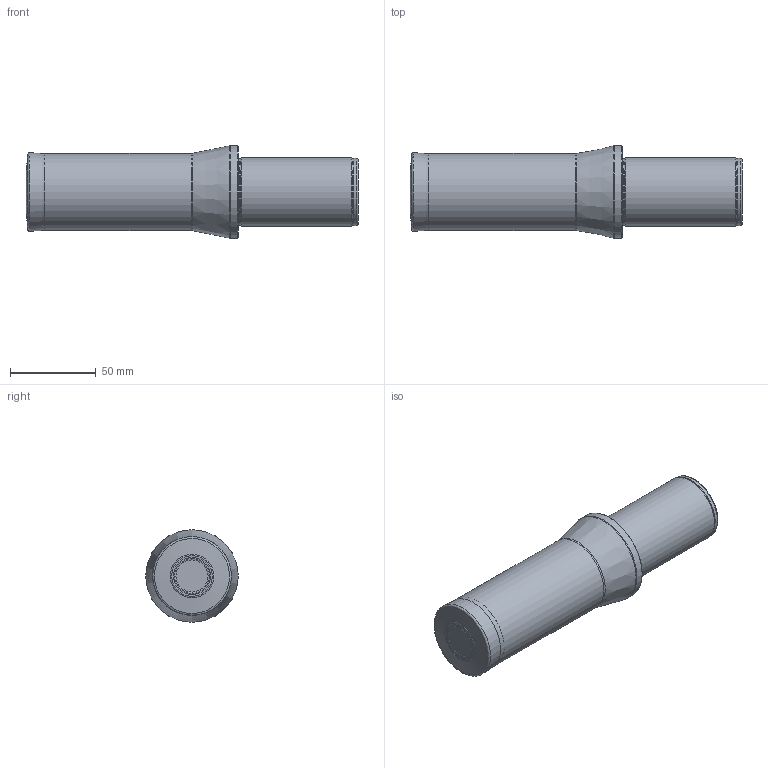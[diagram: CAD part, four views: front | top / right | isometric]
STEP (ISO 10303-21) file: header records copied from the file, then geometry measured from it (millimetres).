
FILE_DESCRIPTION(/* description */ (''),/* implementation_level */ '2;1');
FILE_NAME(/* name */ 'ATUM-46XD2-SP-140512-light.stp',/* time_stamp */ '2023-10-13T23:50:10+03:00',/* author */ (''),/* organization */ (''),/* preprocessor_version */ 'ST-DEVELOPER v19.4',/* originating_system */ 'SIEMENS PLM Software NX2306.3001',/* authorisation */ '');
FILE_SCHEMA (('AUTOMOTIVE_DESIGN { 1 0 10303 214 3 1 1 1 }'));
Length unit declared in the file: millimetre
Products named in the file (1): STP_ATUM 42XD2 SP.. 140512
Bounding box: 194 x 54 x 54 mm (x, y, z)
Volume: 315525.9 mm3; surface area: 35278.1 mm2
Topology: 2 solids, 2 shells, 32 faces, 66 edges, 39 vertices
Faces by surface type: revolution 9, torus 8, cylinder 5, cone 5, plane 5
Full cylindrical faces by diameter (mm): 39.5 x2, 40 x1, 45 x1, 54 x1
Entity records: 684 total; most frequent: DIRECTION 130, CARTESIAN_POINT 102, EDGE_LOOP 60, ORIENTED_EDGE 60, AXIS2_PLACEMENT_3D 58, FACE_BOUND 56, CIRCLE 34, ADVANCED_FACE 32
